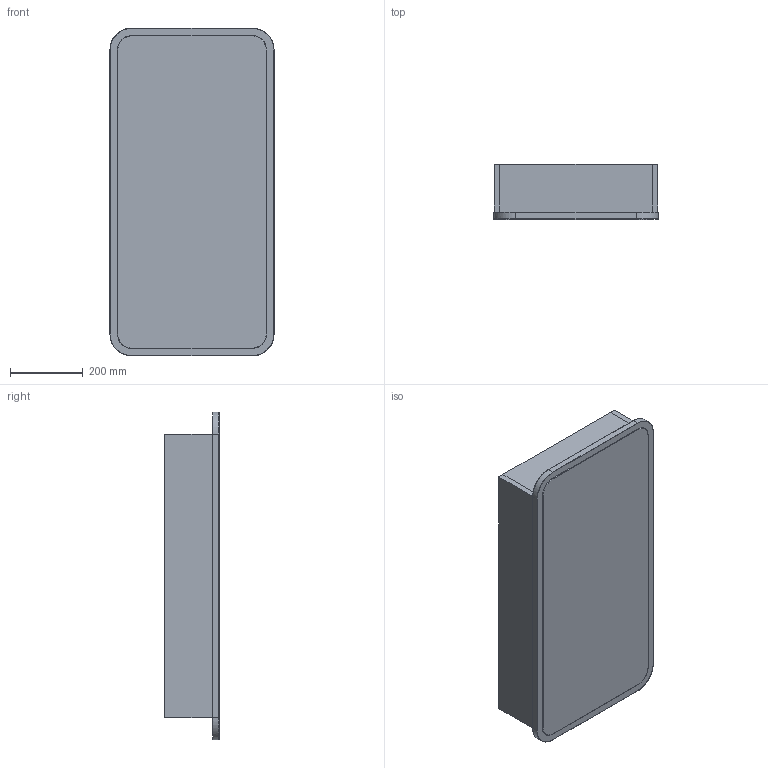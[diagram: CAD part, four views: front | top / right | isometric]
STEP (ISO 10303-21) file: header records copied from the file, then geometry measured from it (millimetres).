
FILE_DESCRIPTION(/* description */ (''),/* implementation_level */ '2;1');
FILE_NAME(/* name */ 'STEP - LUXSC04580_44750',/* time_stamp */ '2026-02-23T11:41:30+11:00',/* author */ (''),/* organization */ (''),/* preprocessor_version */ 'ST-DEVELOPER v16.5',/* originating_system */ 'Rhino 7.38',/* authorisation */ '');
FILE_SCHEMA (('AUTOMOTIVE_DESIGN'));
Length unit declared in the file: millimetre
Products named in the file (1): Document
Bounding box: 451 x 151 x 901 mm (x, y, z)
Volume: 17646339.3 mm3; surface area: 2955260.1 mm2
Topology: 7 solids, 7 shells, 91 faces, 196 edges, 120 vertices
Faces by surface type: plane 55, cylinder 20, bspline 16
Entity records: 2885 total; most frequent: CARTESIAN_POINT 1437, ORIENTED_EDGE 392, EDGE_CURVE 196, B_SPLINE_CURVE_WITH_KNOTS 140, VERTEX_POINT 120, EDGE_LOOP 92, ADVANCED_FACE 91, FACE_OUTER_BOUND 91
